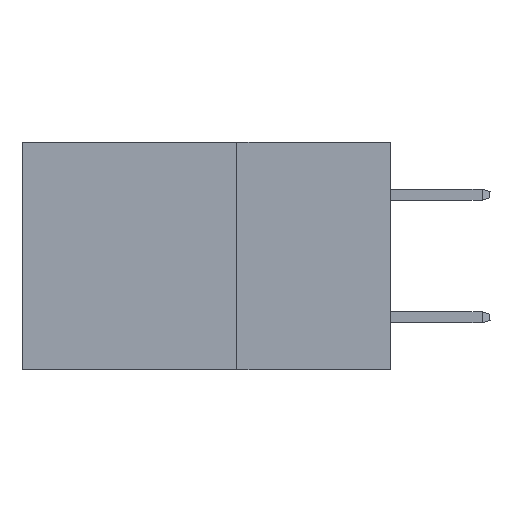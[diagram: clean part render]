
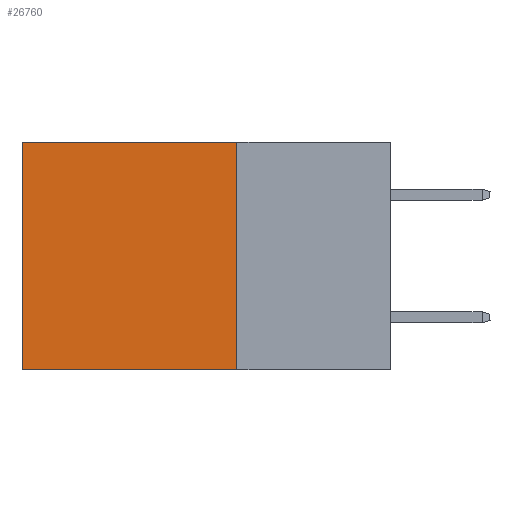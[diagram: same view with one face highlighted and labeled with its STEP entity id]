
A CAD part, left-side view. The second image highlights one B-rep face of the part: STEP entity #26760.
In plain terms, the highlighted planar face has unit normal (-1, 0, 0).
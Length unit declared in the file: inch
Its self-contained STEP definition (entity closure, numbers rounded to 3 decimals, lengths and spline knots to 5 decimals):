
#477 = LINE ( 'NONE', #30422, #21840 ) ;
#2118 = LINE ( 'NONE', #7806, #9120 ) ;
#3233 = LINE ( 'NONE', #23083, #6211 ) ;
#3417 = CARTESIAN_POINT ( 'NONE',  ( 0.2875, 0.25, -0.37 ) ) ;
#3970 = EDGE_CURVE ( 'NONE', #20325, #20089, #17261, .T. ) ;
#4668 = DIRECTION ( 'NONE',  ( 0., 1., 0. ) ) ;
#5880 = VERTEX_POINT ( 'NONE', #14841 ) ;
#6211 = VECTOR ( 'NONE', #27490, 39.37008 ) ;
#6290 = ORIENTED_EDGE ( 'NONE', *, *, #10822, .T. ) ;
#7806 = CARTESIAN_POINT ( 'NONE',  ( 0.2875, 0.6, 0. ) ) ;
#7919 = DIRECTION ( 'NONE',  ( 0., 0., -1. ) ) ;
#9120 = VECTOR ( 'NONE', #7919, 39.37008 ) ;
#10822 = EDGE_CURVE ( 'NONE', #5880, #20089, #2118, .T. ) ;
#13091 = CARTESIAN_POINT ( 'NONE',  ( 0.2875, 0.25, 0. ) ) ;
#13341 = FACE_OUTER_BOUND ( 'NONE', #27873, .T. ) ;
#13836 = EDGE_CURVE ( 'NONE', #16385, #5880, #477, .T. ) ;
#14841 = CARTESIAN_POINT ( 'NONE',  ( 0.2875, 0.6, 0. ) ) ;
#16385 = VERTEX_POINT ( 'NONE', #17460 ) ;
#16521 = EDGE_CURVE ( 'NONE', #16385, #20325, #3233, .T. ) ;
#17261 = LINE ( 'NONE', #3417, #28638 ) ;
#17309 = PLANE ( 'NONE',  #20384 ) ;
#17460 = CARTESIAN_POINT ( 'NONE',  ( 0.2875, 0.25, 0. ) ) ;
#17619 = DIRECTION ( 'NONE',  ( 1., 0., 0. ) ) ;
#19894 = DIRECTION ( 'NONE',  ( 0., 1., 0. ) ) ;
#19895 = DIRECTION ( 'NONE',  ( 0., 0., -1. ) ) ;
#20089 = VERTEX_POINT ( 'NONE', #27574 ) ;
#20325 = VERTEX_POINT ( 'NONE', #28392 ) ;
#20384 = AXIS2_PLACEMENT_3D ( 'NONE', #13091, #17619, #19895 ) ;
#21413 = ORIENTED_EDGE ( 'NONE', *, *, #13836, .T. ) ;
#21840 = VECTOR ( 'NONE', #4668, 39.37008 ) ;
#23083 = CARTESIAN_POINT ( 'NONE',  ( 0.2875, 0.25, 0. ) ) ;
#24225 = ORIENTED_EDGE ( 'NONE', *, *, #3970, .F. ) ;
#26535 = ORIENTED_EDGE ( 'NONE', *, *, #16521, .F. ) ;
#26760 = ADVANCED_FACE ( 'NONE', ( #13341 ), #17309, .F. ) ;
#27490 = DIRECTION ( 'NONE',  ( 0., 0., -1. ) ) ;
#27574 = CARTESIAN_POINT ( 'NONE',  ( 0.2875, 0.6, -0.37 ) ) ;
#27873 = EDGE_LOOP ( 'NONE', ( #6290, #24225, #26535, #21413 ) ) ;
#28392 = CARTESIAN_POINT ( 'NONE',  ( 0.2875, 0.25, -0.37 ) ) ;
#28638 = VECTOR ( 'NONE', #19894, 39.37008 ) ;
#30422 = CARTESIAN_POINT ( 'NONE',  ( 0.2875, 0.25, 0. ) ) ;
